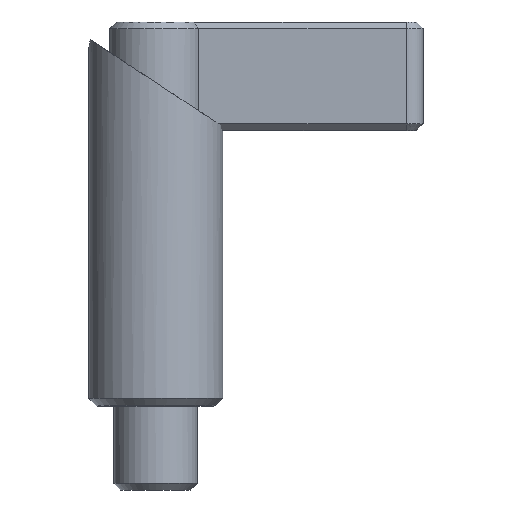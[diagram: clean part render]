
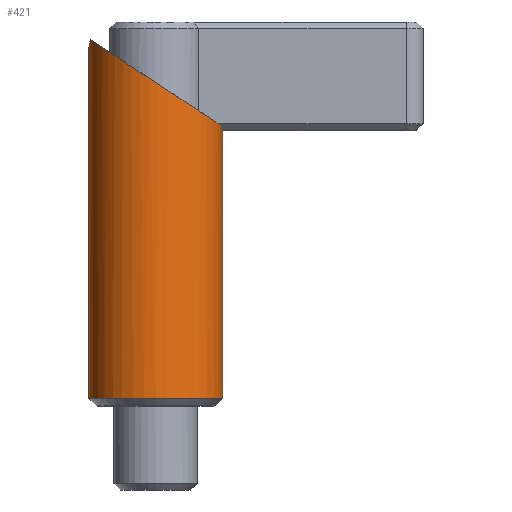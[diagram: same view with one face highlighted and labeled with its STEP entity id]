
A CAD part, front view. The second image highlights one B-rep face of the part: STEP entity #421.
In plain terms, the highlighted cylindrical face has radius 8 mm (diameter 16 mm), a partial arc.
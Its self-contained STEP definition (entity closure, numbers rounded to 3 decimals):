
#209=EDGE_CURVE('',#397,#255,#533,.T.);
#219=EDGE_CURVE('',#397,#399,#545,.T.);
#255=VERTEX_POINT('',#586);
#273=EDGE_CURVE('',#479,#405,#605,.T.);
#313=EDGE_CURVE('',#479,#255,#651,.T.);
#317=EDGE_CURVE('',#405,#399,#655,.T.);
#397=VERTEX_POINT('',#746);
#399=VERTEX_POINT('',#748);
#405=VERTEX_POINT('',#755);
#421=ADVANCED_FACE('',(#775),#776,.T.);
#479=VERTEX_POINT('',#839);
#533=CIRCLE('',#913,8.0);
#545=LINE('',#927,#928);
#586=CARTESIAN_POINT('',(8.0,0.,1.));
#605=ELLIPSE('',#1007,9.569,8.0);
#651=LINE('',#1066,#1067);
#655=B_SPLINE_CURVE_WITH_KNOTS('',3,(#1072,#1073,#1074,#1075,#1076,#1077,#1078,#1079,#1080,#1081,#1082,#1083,#1084,#1085),.UNSPECIFIED.,.F.,.F.,(4,2,2,2,2,2,4),(0.768,1.009,1.346,1.682,2.019,2.355,2.692),.UNSPECIFIED.);
#746=CARTESIAN_POINT('',(-8.0,0.,1.));
#748=CARTESIAN_POINT('',(-8.,0.,42.888));
#755=CARTESIAN_POINT('',(-7.838,-1.603,43.894));
#775=FACE_OUTER_BOUND('',#1238,.T.);
#776=CYLINDRICAL_SURFACE('',#1239,8.0);
#839=CARTESIAN_POINT('',(8.0,0.,33.5));
#913=AXIS2_PLACEMENT_3D('',#1359,#1360,#1361);
#927=CARTESIAN_POINT('',(-8.0,0.,22.5));
#928=VECTOR('',#1377,1.0);
#1007=AXIS2_PLACEMENT_3D('',#1450,#1451,#1452);
#1066=CARTESIAN_POINT('',(8.0,0.,22.5));
#1067=VECTOR('',#1507,1.0);
#1072=CARTESIAN_POINT('',(-7.838,-1.603,43.894));
#1073=CARTESIAN_POINT('',(-7.845,-1.566,43.817));
#1074=CARTESIAN_POINT('',(-7.854,-1.524,43.743));
#1075=CARTESIAN_POINT('',(-7.875,-1.411,43.577));
#1076=CARTESIAN_POINT('',(-7.888,-1.337,43.488));
#1077=CARTESIAN_POINT('',(-7.913,-1.18,43.33));
#1078=CARTESIAN_POINT('',(-7.926,-1.091,43.256));
#1079=CARTESIAN_POINT('',(-7.95,-0.897,43.125));
#1080=CARTESIAN_POINT('',(-7.961,-0.792,43.069));
#1081=CARTESIAN_POINT('',(-7.98,-0.573,42.978));
#1082=CARTESIAN_POINT('',(-7.988,-0.458,42.944));
#1083=CARTESIAN_POINT('',(-7.998,-0.228,42.898));
#1084=CARTESIAN_POINT('',(-8.,-0.112,42.888));
#1085=CARTESIAN_POINT('',(-8.,0.,42.888));
#1238=EDGE_LOOP('',(#1670,#1671,#1672,#1673,#1674));
#1239=AXIS2_PLACEMENT_3D('',#1675,#1676,#1677);
#1359=CARTESIAN_POINT('',(0.,0.,1.));
#1360=DIRECTION('',(0.,0.,1.0));
#1361=DIRECTION('',(-1.0,0.,0.));
#1377=DIRECTION('',(0.,0.,1.0));
#1450=CARTESIAN_POINT('',(0.,0.,38.75));
#1451=DIRECTION('',(-0.549,0.,-0.836));
#1452=DIRECTION('',(-0.836,0.,0.549));
#1507=DIRECTION('',(0.,0.,-1.0));
#1670=ORIENTED_EDGE('',*,*,#219,.F.);
#1671=ORIENTED_EDGE('',*,*,#209,.T.);
#1672=ORIENTED_EDGE('',*,*,#313,.F.);
#1673=ORIENTED_EDGE('',*,*,#273,.T.);
#1674=ORIENTED_EDGE('',*,*,#317,.T.);
#1675=CARTESIAN_POINT('',(0.,0.,22.5));
#1676=DIRECTION('',(0.,0.,-1.0));
#1677=DIRECTION('',(-1.0,0.,0.));
